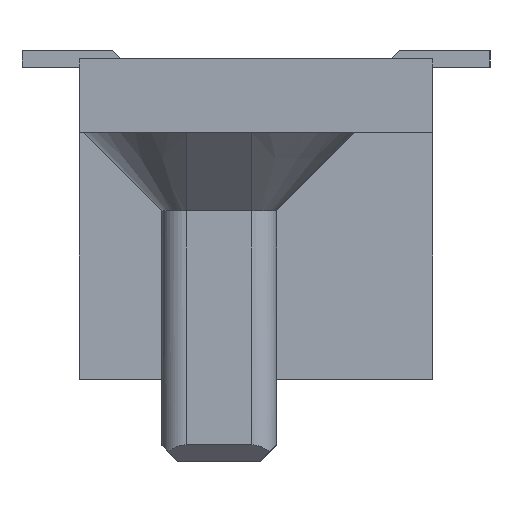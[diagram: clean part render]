
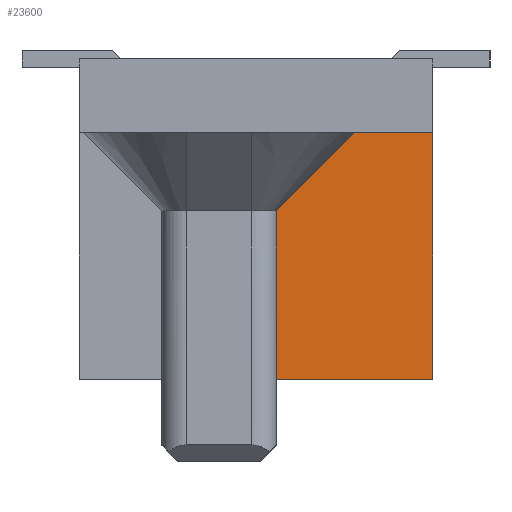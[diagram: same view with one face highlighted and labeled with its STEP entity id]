
A CAD part, left-side view. The second image highlights one B-rep face of the part: STEP entity #23600.
In plain terms, the highlighted planar face has unit normal (-1, 0, 0).
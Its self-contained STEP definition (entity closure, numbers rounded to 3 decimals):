
#5380=CARTESIAN_POINT('',(-13.35,2.15,2.9));
#5390=DIRECTION('',(1.,0.,0.));
#5400=DIRECTION('',(0.,1.,0.));
#5410=AXIS2_PLACEMENT_3D('',#5380,#5390,#5400);
#5420=PLANE('',#5410);
#5910=CARTESIAN_POINT('',(-13.35,-0.381,2.9));
#5920=DIRECTION('',(0.,-1.,0.));
#5930=VECTOR('',#5920,1.);
#5940=LINE('',#5910,#5930);
#5950=CARTESIAN_POINT('',(-13.35,-0.25,2.9));
#5960=VERTEX_POINT('',#5950);
#5970=CARTESIAN_POINT('',(-13.35,-2.15,2.9));
#5980=VERTEX_POINT('',#5970);
#5990=EDGE_CURVE('',#5960,#5980,#5940,.T.);
#23270=ORIENTED_EDGE('',*,*,#5990,.T.);
#23280=CARTESIAN_POINT('',(-13.35,-0.25,5.9));
#23290=DIRECTION('',(0.,0.,-1.));
#23300=VECTOR('',#23290,1.);
#23310=LINE('',#23280,#23300);
#23320=CARTESIAN_POINT('',(-13.35,-0.25,4.95));
#23330=VERTEX_POINT('',#23320);
#23340=EDGE_CURVE('',#23330,#5960,#23310,.T.);
#23350=ORIENTED_EDGE('',*,*,#23340,.T.);
#23360=CARTESIAN_POINT('',(-13.35,-1.2,5.9));
#23370=DIRECTION('',(0.,0.707,-0.707));
#23380=VECTOR('',#23370,1.);
#23390=LINE('',#23360,#23380);
#23400=CARTESIAN_POINT('',(-13.35,-1.2,5.9));
#23410=VERTEX_POINT('',#23400);
#23420=EDGE_CURVE('',#23410,#23330,#23390,.T.);
#23430=ORIENTED_EDGE('',*,*,#23420,.T.);
#23440=CARTESIAN_POINT('',(-13.35,-0.381,5.9));
#23450=DIRECTION('',(0.,1.,0.));
#23460=VECTOR('',#23450,1.);
#23470=LINE('',#23440,#23460);
#23480=CARTESIAN_POINT('',(-13.35,-2.15,5.9));
#23490=VERTEX_POINT('',#23480);
#23500=EDGE_CURVE('',#23490,#23410,#23470,.T.);
#23510=ORIENTED_EDGE('',*,*,#23500,.T.);
#23520=CARTESIAN_POINT('',(-13.35,-2.15,5.9));
#23530=DIRECTION('',(0.,0.,-1.));
#23540=VECTOR('',#23530,1.);
#23550=LINE('',#23520,#23540);
#23560=EDGE_CURVE('',#23490,#5980,#23550,.T.);
#23570=ORIENTED_EDGE('',*,*,#23560,.F.);
#23580=EDGE_LOOP('',(#23570,#23510,#23430,#23350,#23270));
#23590=FACE_OUTER_BOUND('',#23580,.T.);
#23600=ADVANCED_FACE('',(#23590),#5420,.F.);
